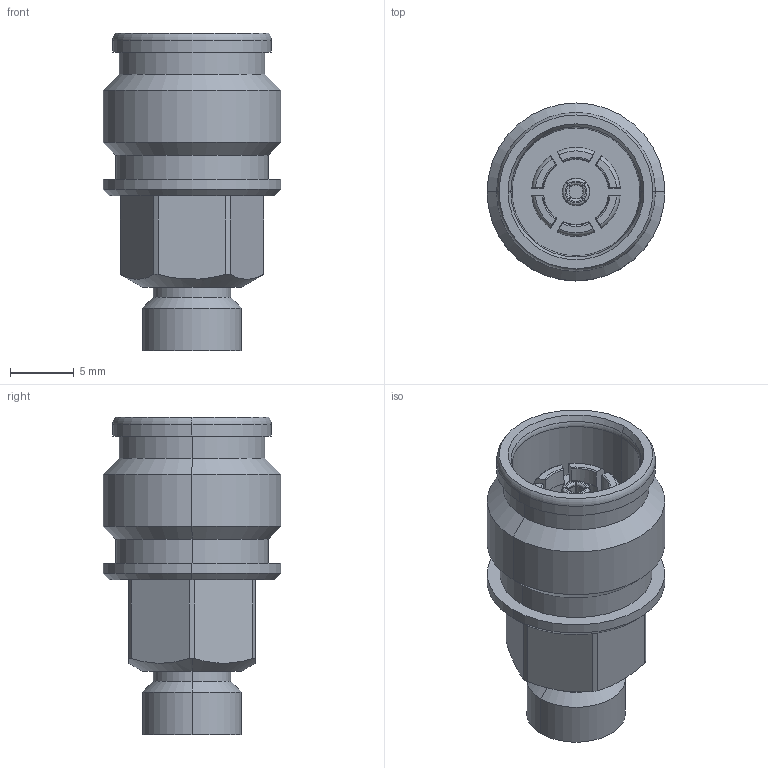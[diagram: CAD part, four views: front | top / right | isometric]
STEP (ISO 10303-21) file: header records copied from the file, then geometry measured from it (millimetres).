
FILE_DESCRIPTION (( 'STEP AP214' ), '1' );
FILE_NAME ('J01461A0009.STEP', '2019-08-20T13:43:01', ( '' ), ( '' ), 'SwSTEP 2.0', 'SolidWorks 2018', '' );
FILE_SCHEMA (( 'AUTOMOTIVE_DESIGN' ));
Length unit declared in the file: millimetre
Products named in the file (1): J01461A0009
Bounding box: 14 x 14 x 25 mm (x, y, z)
Volume: 2027.4 mm3; surface area: 1574.2 mm2
Topology: 1 solids, 1 shells, 172 faces, 436 edges, 282 vertices
Faces by surface type: cone 56, plane 44, cylinder 43, torus 29
Entity records: 7444 total; most frequent: CARTESIAN_POINT 1530, ORIENTED_EDGE 872, DIRECTION 811, EDGE_CURVE 436, AXIS2_PLACEMENT_3D 335, VERTEX_POINT 282, EDGE_LOOP 188, UNCERTAINTY_MEASURE_WITH_UNIT 173
